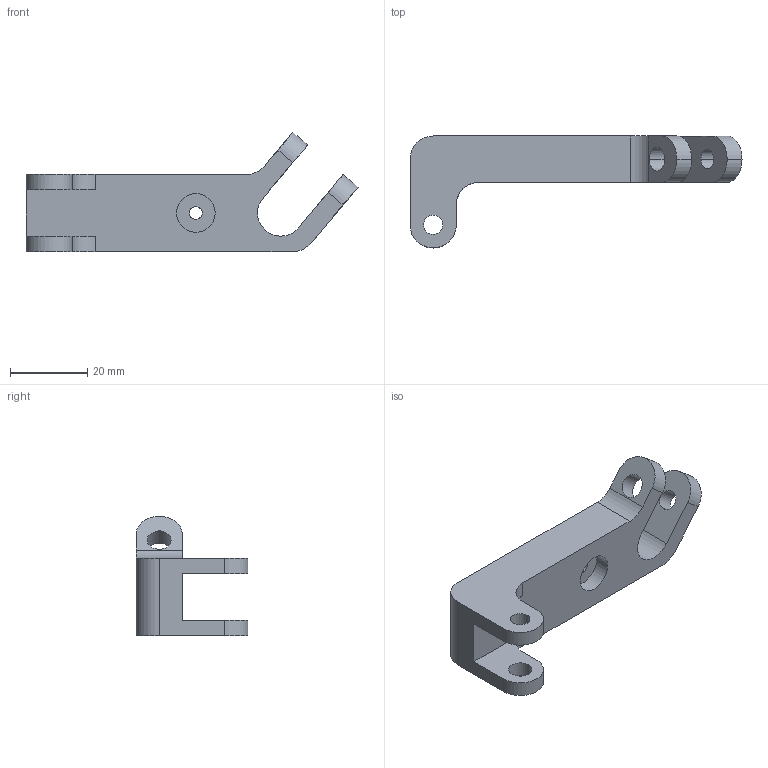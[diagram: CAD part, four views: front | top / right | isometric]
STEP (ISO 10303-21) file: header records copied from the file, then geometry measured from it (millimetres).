
FILE_DESCRIPTION (( 'STEP AP214' ), '1' );
FILE_NAME ('RICCI_USI_007.STEP', '2019-06-20T14:18:00', ( '' ), ( '' ), 'SwSTEP 2.0', 'SolidWorks 2018', '' );
FILE_SCHEMA (( 'AUTOMOTIVE_DESIGN' ));
Length unit declared in the file: millimetre
Products named in the file (1): RICCI_USI_007
Bounding box: 86.02 x 29 x 30.88 mm (x, y, z)
Volume: 17764.1 mm3; surface area: 7039.4 mm2
Topology: 1 solids, 1 shells, 38 faces, 105 edges, 70 vertices
Faces by surface type: cylinder 24, plane 14
Entity records: 1357 total; most frequent: DIRECTION 231, CARTESIAN_POINT 214, ORIENTED_EDGE 210, EDGE_CURVE 105, AXIS2_PLACEMENT_3D 87, VERTEX_POINT 70, LINE 57, VECTOR 57
